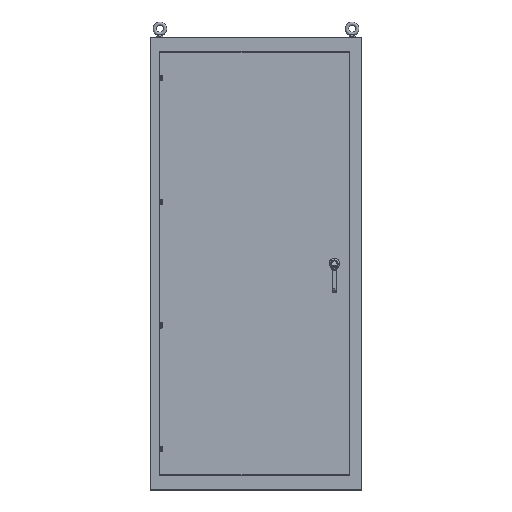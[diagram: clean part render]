
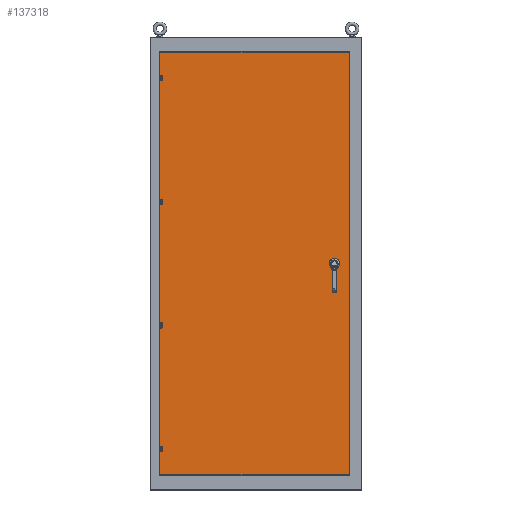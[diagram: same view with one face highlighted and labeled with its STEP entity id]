
A CAD part, top view. The second image highlights one B-rep face of the part: STEP entity #137318.
In plain terms, the highlighted planar face has unit normal (0, 0, 1).
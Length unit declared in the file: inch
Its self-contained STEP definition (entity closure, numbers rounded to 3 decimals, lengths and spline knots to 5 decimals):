
#7343 = VECTOR ( 'NONE', #180196, 39.37008 ) ;
#16297 = EDGE_CURVE ( 'NONE', #185210, #91867, #186021, .T. ) ;
#20836 = LINE ( 'NONE', #133440, #54362 ) ;
#20908 = AXIS2_PLACEMENT_3D ( 'NONE', #133927, #35643, #181476 ) ;
#34473 = CARTESIAN_POINT ( 'NONE',  ( -0.2812, 40.15, 10.058 ) ) ;
#35643 = DIRECTION ( 'NONE',  ( 0., 0., -1. ) ) ;
#41229 = EDGE_CURVE ( 'NONE', #164516, #164674, #49705, .T. ) ;
#42064 = ORIENTED_EDGE ( 'NONE', *, *, #16297, .T. ) ;
#42747 = CARTESIAN_POINT ( 'NONE',  ( -0.2812, 0., 10.058 ) ) ;
#43005 = CARTESIAN_POINT ( 'NONE',  ( -0.2812, -40.15, 10.058 ) ) ;
#49705 = LINE ( 'NONE', #34473, #184400 ) ;
#52766 = ORIENTED_EDGE ( 'NONE', *, *, #134691, .T. ) ;
#54362 = VECTOR ( 'NONE', #165751, 39.37008 ) ;
#62979 = CARTESIAN_POINT ( 'NONE',  ( -18.2749, 0., 10.058 ) ) ;
#63258 = AXIS2_PLACEMENT_3D ( 'NONE', #42747, #74155, #133318 ) ;
#64540 = EDGE_LOOP ( 'NONE', ( #52766, #42064, #169407, #105975 ) ) ;
#74155 = DIRECTION ( 'NONE',  ( 0., 0., -1. ) ) ;
#75576 = CARTESIAN_POINT ( 'NONE',  ( -18.2749, -40.15, 10.058 ) ) ;
#79729 = EDGE_CURVE ( 'NONE', #91867, #164516, #20836, .T. ) ;
#84338 = ORIENTED_EDGE ( 'NONE', *, *, #141630, .T. ) ;
#86570 = FACE_BOUND ( 'NONE', #99694, .T. ) ;
#91867 = VERTEX_POINT ( 'NONE', #164036 ) ;
#99694 = EDGE_LOOP ( 'NONE', ( #84338 ) ) ;
#103126 = CIRCLE ( 'NONE', #20908, 0.43307 ) ;
#105975 = ORIENTED_EDGE ( 'NONE', *, *, #41229, .T. ) ;
#106804 = CARTESIAN_POINT ( 'NONE',  ( 17.7125, 40.15, 10.058 ) ) ;
#106957 = DIRECTION ( 'NONE',  ( -1., 0., 0. ) ) ;
#107072 = CARTESIAN_POINT ( 'NONE',  ( -18.2749, 40.15, 10.058 ) ) ;
#110599 = VECTOR ( 'NONE', #145971, 39.37008 ) ;
#112455 = CARTESIAN_POINT ( 'NONE',  ( 14.47077, 0., 10.058 ) ) ;
#113372 = VERTEX_POINT ( 'NONE', #112455 ) ;
#117118 = PLANE ( 'NONE',  #63258 ) ;
#133318 = DIRECTION ( 'NONE',  ( -1., 0., 0. ) ) ;
#133440 = CARTESIAN_POINT ( 'NONE',  ( 17.7125, 0., 10.058 ) ) ;
#133927 = CARTESIAN_POINT ( 'NONE',  ( 14.90384, 0., 10.058 ) ) ;
#134691 = EDGE_CURVE ( 'NONE', #164674, #185210, #149708, .T. ) ;
#137318 = ADVANCED_FACE ( 'NONE', ( #86570, #187649 ), #117118, .F. ) ;
#141630 = EDGE_CURVE ( 'NONE', #113372, #113372, #103126, .T. ) ;
#145971 = DIRECTION ( 'NONE',  ( 1., 0., 0. ) ) ;
#149708 = LINE ( 'NONE', #62979, #7343 ) ;
#164036 = CARTESIAN_POINT ( 'NONE',  ( 17.7125, -40.15, 10.058 ) ) ;
#164516 = VERTEX_POINT ( 'NONE', #106804 ) ;
#164674 = VERTEX_POINT ( 'NONE', #107072 ) ;
#165751 = DIRECTION ( 'NONE',  ( 0., 1., 0. ) ) ;
#169407 = ORIENTED_EDGE ( 'NONE', *, *, #79729, .T. ) ;
#180196 = DIRECTION ( 'NONE',  ( 0., -1., 0. ) ) ;
#181476 = DIRECTION ( 'NONE',  ( -1., 0., 0. ) ) ;
#184400 = VECTOR ( 'NONE', #106957, 39.37008 ) ;
#185210 = VERTEX_POINT ( 'NONE', #75576 ) ;
#186021 = LINE ( 'NONE', #43005, #110599 ) ;
#187649 = FACE_OUTER_BOUND ( 'NONE', #64540, .T. ) ;
